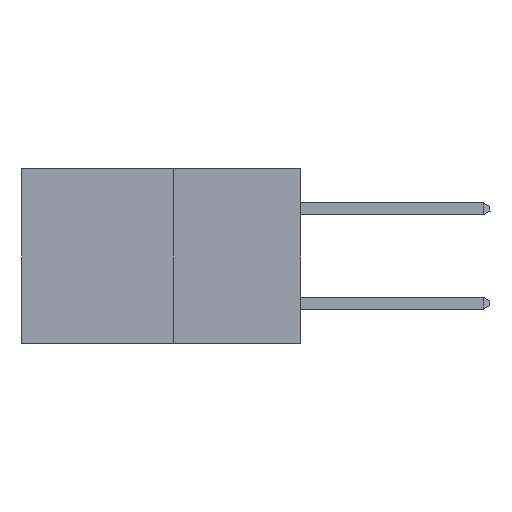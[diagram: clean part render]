
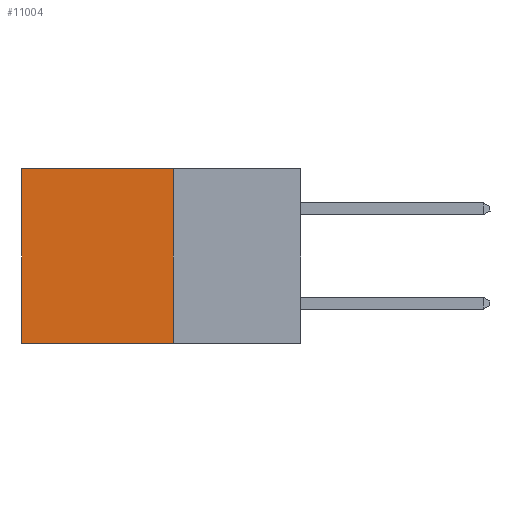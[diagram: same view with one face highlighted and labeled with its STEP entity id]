
A CAD part, left-side view. The second image highlights one B-rep face of the part: STEP entity #11004.
In plain terms, the highlighted planar face has unit normal (-1, 0, 0).
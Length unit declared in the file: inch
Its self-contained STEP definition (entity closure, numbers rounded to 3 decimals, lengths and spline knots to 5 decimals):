
#1566 = VECTOR ( 'NONE', #23948, 39.37008 ) ;
#1791 = VECTOR ( 'NONE', #4578, 39.37008 ) ;
#2603 = ORIENTED_EDGE ( 'NONE', *, *, #25295, .T. ) ;
#2659 = LINE ( 'NONE', #29055, #1791 ) ;
#3802 = DIRECTION ( 'NONE',  ( 0., 1., 0. ) ) ;
#4578 = DIRECTION ( 'NONE',  ( 0., 0., -1. ) ) ;
#4860 = VERTEX_POINT ( 'NONE', #20062 ) ;
#6843 = CARTESIAN_POINT ( 'NONE',  ( 0.277, 0.27, 0. ) ) ;
#7131 = CARTESIAN_POINT ( 'NONE',  ( 0.277, 0.27, -0.37 ) ) ;
#8605 = EDGE_LOOP ( 'NONE', ( #30066, #22387, #27868, #2603 ) ) ;
#10335 = CARTESIAN_POINT ( 'NONE',  ( 0.277, 0.27, -0.37 ) ) ;
#11004 = ADVANCED_FACE ( 'NONE', ( #33899 ), #15326, .F. ) ;
#12684 = DIRECTION ( 'NONE',  ( 0., 0., -1. ) ) ;
#13818 = EDGE_CURVE ( 'NONE', #35271, #4860, #29842, .T. ) ;
#15326 = PLANE ( 'NONE',  #31338 ) ;
#15897 = LINE ( 'NONE', #20287, #23122 ) ;
#16215 = DIRECTION ( 'NONE',  ( 0., 1., 0. ) ) ;
#17168 = CARTESIAN_POINT ( 'NONE',  ( 0.277, 0.59, 0. ) ) ;
#18962 = CARTESIAN_POINT ( 'NONE',  ( 0.277, 0.27, 0. ) ) ;
#20062 = CARTESIAN_POINT ( 'NONE',  ( 0.277, 0.27, -0.37 ) ) ;
#20201 = LINE ( 'NONE', #18962, #27414 ) ;
#20287 = CARTESIAN_POINT ( 'NONE',  ( 0.277, 0.27, -0.37 ) ) ;
#22321 = CARTESIAN_POINT ( 'NONE',  ( 0.277, 0.59, -0.37 ) ) ;
#22387 = ORIENTED_EDGE ( 'NONE', *, *, #27536, .F. ) ;
#23122 = VECTOR ( 'NONE', #3802, 39.37008 ) ;
#23948 = DIRECTION ( 'NONE',  ( 0., 0., -1. ) ) ;
#25295 = EDGE_CURVE ( 'NONE', #35271, #28040, #20201, .T. ) ;
#27414 = VECTOR ( 'NONE', #16215, 39.37008 ) ;
#27536 = EDGE_CURVE ( 'NONE', #4860, #29338, #15897, .T. ) ;
#27868 = ORIENTED_EDGE ( 'NONE', *, *, #13818, .F. ) ;
#28040 = VERTEX_POINT ( 'NONE', #17168 ) ;
#28958 = DIRECTION ( 'NONE',  ( 1., 0., 0. ) ) ;
#29055 = CARTESIAN_POINT ( 'NONE',  ( 0.277, 0.59, -0.37 ) ) ;
#29338 = VERTEX_POINT ( 'NONE', #22321 ) ;
#29842 = LINE ( 'NONE', #10335, #1566 ) ;
#30066 = ORIENTED_EDGE ( 'NONE', *, *, #31117, .T. ) ;
#31117 = EDGE_CURVE ( 'NONE', #28040, #29338, #2659, .T. ) ;
#31338 = AXIS2_PLACEMENT_3D ( 'NONE', #7131, #28958, #12684 ) ;
#33899 = FACE_OUTER_BOUND ( 'NONE', #8605, .T. ) ;
#35271 = VERTEX_POINT ( 'NONE', #6843 ) ;
